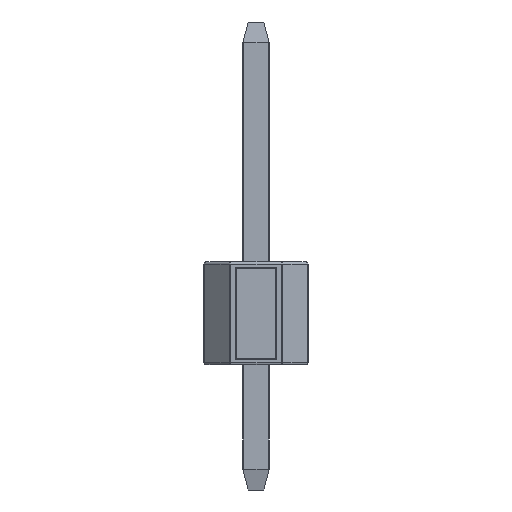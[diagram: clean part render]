
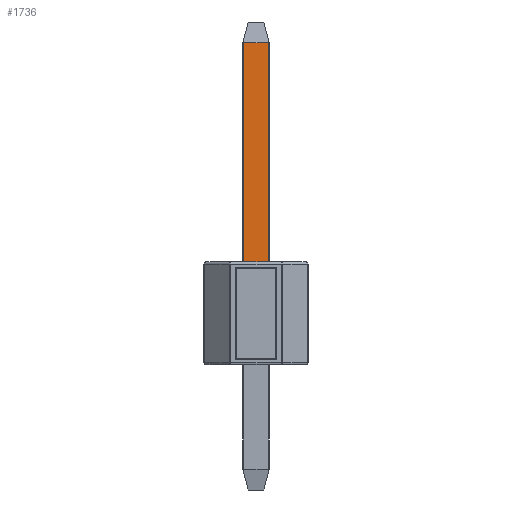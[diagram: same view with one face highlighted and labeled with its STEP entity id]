
A CAD part, left-side view. The second image highlights one B-rep face of the part: STEP entity #1736.
In plain terms, the highlighted planar face has unit normal (-1, 0, 0).
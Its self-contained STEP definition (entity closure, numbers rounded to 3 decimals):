
#387=FACE_OUTER_BOUND('',#481,.T.);
#481=EDGE_LOOP('',(#1426,#1427,#1428,#1429));
#590=LINE('',#2864,#730);
#613=LINE('',#2912,#753);
#614=LINE('',#2914,#754);
#615=LINE('',#2915,#755);
#730=VECTOR('',#2340,10.);
#753=VECTOR('',#2391,10.);
#754=VECTOR('',#2392,10.);
#755=VECTOR('',#2393,10.);
#794=VERTEX_POINT('',#2605);
#797=VERTEX_POINT('',#2612);
#876=VERTEX_POINT('',#2911);
#877=VERTEX_POINT('',#2913);
#1046=EDGE_CURVE('',#797,#794,#590,.T.);
#1069=EDGE_CURVE('',#876,#794,#613,.T.);
#1070=EDGE_CURVE('',#877,#876,#614,.T.);
#1071=EDGE_CURVE('',#797,#877,#615,.T.);
#1426=ORIENTED_EDGE('',*,*,#1046,.T.);
#1427=ORIENTED_EDGE('',*,*,#1069,.F.);
#1428=ORIENTED_EDGE('',*,*,#1070,.F.);
#1429=ORIENTED_EDGE('',*,*,#1071,.F.);
#1559=PLANE('',#1936);
#1736=ADVANCED_FACE('',(#387),#1559,.T.);
#1936=AXIS2_PLACEMENT_3D('',#2910,#2389,#2390);
#2340=DIRECTION('',(0.,-1.,0.));
#2389=DIRECTION('center_axis',(-1.,0.,0.));
#2390=DIRECTION('ref_axis',(0.,0.,1.));
#2391=DIRECTION('',(0.,0.,-1.));
#2392=DIRECTION('',(0.,-1.,0.));
#2393=DIRECTION('',(0.,0.,1.));
#2605=CARTESIAN_POINT('',(-0.32,-0.297,2.5));
#2612=CARTESIAN_POINT('',(-0.32,0.292,2.5));
#2864=CARTESIAN_POINT('',(-0.32,-0.003,2.5));
#2910=CARTESIAN_POINT('Origin',(-0.32,-0.003,2.645));
#2911=CARTESIAN_POINT('',(-0.32,-0.297,7.832));
#2912=CARTESIAN_POINT('',(-0.32,-0.297,5.493));
#2913=CARTESIAN_POINT('',(-0.32,0.292,7.832));
#2914=CARTESIAN_POINT('',(-0.32,0.158,7.832));
#2915=CARTESIAN_POINT('',(-0.32,0.292,-0.202));
